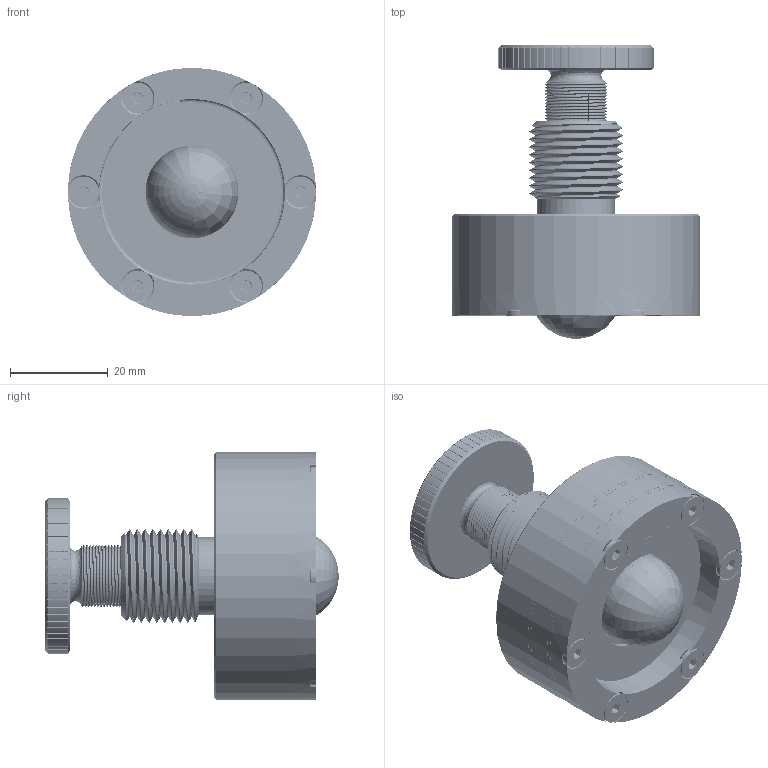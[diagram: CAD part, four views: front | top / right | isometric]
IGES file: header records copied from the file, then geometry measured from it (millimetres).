
Start section: SolidWorks IGES file using analytic representation for surfaces
Global section: file name: Flexasphere 1.2.IGS; native system: SolidWorks 2016; preprocessor: SolidWorks 2016; author: Eliot; date: 170503.170942; units: inch
Bounding box: 50.8 x 60.12 x 50.8 mm (x, y, z)
Surface area: 33935.5 mm2 (no closed solid volume)
Topology: 0 solids, 0 shells, 1413 faces, 69411 edges, 77234 vertices
Faces by surface type: revolution 1116, bspline 297
